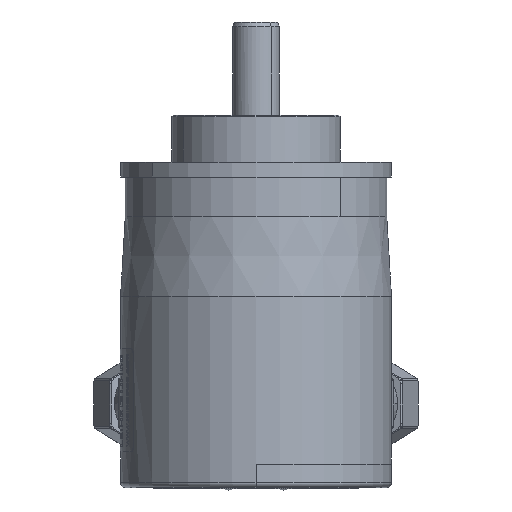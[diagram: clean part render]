
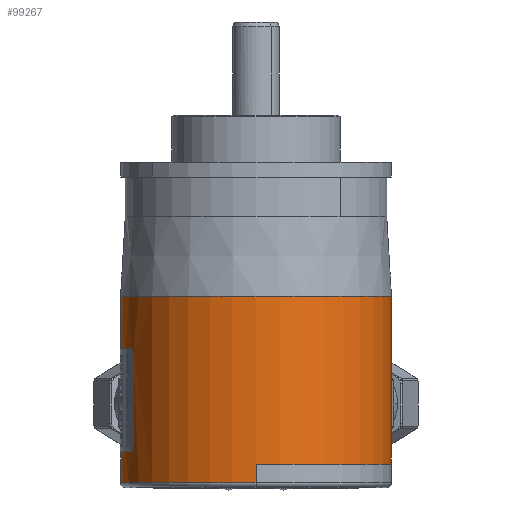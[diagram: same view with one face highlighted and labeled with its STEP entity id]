
A CAD part, front view. The second image highlights one B-rep face of the part: STEP entity #99267.
In plain terms, the highlighted cylindrical face has radius 29 mm (diameter 58 mm), a partial arc.
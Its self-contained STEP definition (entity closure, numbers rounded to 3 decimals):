
#6161=CARTESIAN_POINT('',(0.,0.,-53.2));
#6162=DIRECTION('',(0.,0.,1.));
#6163=DIRECTION('',(0.,1.,0.));
#6164=AXIS2_PLACEMENT_3D('',#6161,#6162,#6163);
#6186=DIRECTION('',(0.,0.,-1.));
#6187=VECTOR('',#6186,2.);
#6188=CARTESIAN_POINT('',(-29.,0.,-47.2));
#6189=LINE('',#6188,#6187);
#6190=CARTESIAN_POINT('',(0.,0.,-49.2));
#6191=DIRECTION('',(0.,0.,-1.));
#6192=DIRECTION('',(-1.,0.,0.));
#6193=AXIS2_PLACEMENT_3D('',#6190,#6191,#6192);
#6195=DIRECTION('',(0.,0.,-1.));
#6196=VECTOR('',#6195,4.);
#6197=CARTESIAN_POINT('',(0.,29.,-49.2));
#6198=LINE('',#6197,#6196);
#6199=CARTESIAN_POINT('',(-26.69,-11.342,-46.5));
#6200=CARTESIAN_POINT('',(-26.66,-11.412,-46.5));
#6201=CARTESIAN_POINT('',(-26.602,-11.548,
-46.483));
#6202=CARTESIAN_POINT('',(-26.516,-11.745,
-46.408));
#6203=CARTESIAN_POINT('',(-26.438,-11.919,
-46.288));
#6204=CARTESIAN_POINT('',(-26.371,-12.064,
-46.128));
#6205=CARTESIAN_POINT('',(-26.321,-12.174,
-45.936));
#6206=CARTESIAN_POINT('',(-26.29,-12.241,
-45.723));
#6207=CARTESIAN_POINT('',(-26.283,-12.256,
-45.576));
#6208=CARTESIAN_POINT('',(-26.283,-12.256,
-45.5));
#6210=DIRECTION('',(0.,0.,-1.));
#6211=VECTOR('',#6210,20.);
#6212=CARTESIAN_POINT('',(-26.283,-12.256,-25.5));
#6213=LINE('',#6212,#6211);
#6214=CARTESIAN_POINT('',(-26.283,-12.256,-25.5));
#6215=CARTESIAN_POINT('',(-26.283,-12.256,
-25.424));
#6216=CARTESIAN_POINT('',(-26.29,-12.241,
-25.277));
#6217=CARTESIAN_POINT('',(-26.321,-12.174,
-25.064));
#6218=CARTESIAN_POINT('',(-26.371,-12.064,
-24.872));
#6219=CARTESIAN_POINT('',(-26.438,-11.919,
-24.712));
#6220=CARTESIAN_POINT('',(-26.516,-11.744,
-24.592));
#6221=CARTESIAN_POINT('',(-26.602,-11.548,
-24.517));
#6222=CARTESIAN_POINT('',(-26.66,-11.412,-24.5));
#6223=CARTESIAN_POINT('',(-26.69,-11.342,-24.5));
#6225=CARTESIAN_POINT('',(0.,0.,-24.5));
#6226=DIRECTION('',(0.,0.,-1.));
#6227=DIRECTION('',(-0.92,-0.391,0.));
#6228=AXIS2_PLACEMENT_3D('',#6225,#6226,#6227);
#6230=CARTESIAN_POINT('',(-28.983,-1.,-24.5));
#6231=CARTESIAN_POINT('',(-28.985,-0.924,-24.5));
#6232=CARTESIAN_POINT('',(-28.99,-0.776,
-24.517));
#6233=CARTESIAN_POINT('',(-28.995,-0.562,
-24.592));
#6234=CARTESIAN_POINT('',(-28.998,-0.371,
-24.712));
#6235=CARTESIAN_POINT('',(-28.999,-0.211,
-24.872));
#6236=CARTESIAN_POINT('',(-29.,-0.091,
-25.064));
#6237=CARTESIAN_POINT('',(-29.,-0.017,
-25.277));
#6238=CARTESIAN_POINT('',(-29.,0.,-25.424));
#6239=CARTESIAN_POINT('',(-29.,0.,-25.5));
#6241=DIRECTION('',(0.,0.,1.));
#6242=VECTOR('',#6241,0.3);
#6243=CARTESIAN_POINT('',(-29.,0.,-25.5));
#6244=LINE('',#6243,#6242);
#6245=DIRECTION('',(0.,0.,-1.));
#6246=VECTOR('',#6245,12.);
#6247=CARTESIAN_POINT('',(29.,0.,-13.2));
#6248=LINE('',#6247,#6246);
#6249=DIRECTION('',(0.,0.,-1.));
#6250=VECTOR('',#6249,22.);
#6251=CARTESIAN_POINT('',(29.,0.,-25.2));
#6252=LINE('',#6251,#6250);
#6253=DIRECTION('',(0.,0.,-1.));
#6254=VECTOR('',#6253,2.);
#6255=CARTESIAN_POINT('',(29.,0.,-47.2));
#6256=LINE('',#6255,#6254);
#6257=CARTESIAN_POINT('',(0.,0.,-49.2));
#6258=DIRECTION('',(0.,0.,-1.));
#6259=DIRECTION('',(1.,0.,0.));
#6260=AXIS2_PLACEMENT_3D('',#6257,#6258,#6259);
#6262=DIRECTION('',(0.,0.,-1.));
#6263=VECTOR('',#6262,4.);
#6264=CARTESIAN_POINT('',(0.,-29.,-49.2));
#6265=LINE('',#6264,#6263);
#6266=DIRECTION('',(0.,0.,1.));
#6267=VECTOR('',#6266,1.7);
#6268=CARTESIAN_POINT('',(-29.,0.,-47.2));
#6269=LINE('',#6268,#6267);
#6270=CARTESIAN_POINT('',(-29.,0.,-45.5));
#6271=CARTESIAN_POINT('',(-29.,0.,-45.576));
#6272=CARTESIAN_POINT('',(-29.,-0.017,
-45.723));
#6273=CARTESIAN_POINT('',(-29.,-0.091,
-45.936));
#6274=CARTESIAN_POINT('',(-28.999,-0.211,
-46.128));
#6275=CARTESIAN_POINT('',(-28.998,-0.371,
-46.288));
#6276=CARTESIAN_POINT('',(-28.995,-0.562,
-46.408));
#6277=CARTESIAN_POINT('',(-28.99,-0.776,
-46.483));
#6278=CARTESIAN_POINT('',(-28.985,-0.924,-46.5));
#6279=CARTESIAN_POINT('',(-28.983,-1.,-46.5));
#6281=CARTESIAN_POINT('',(0.,0.,-46.5));
#6282=DIRECTION('',(0.,0.,-1.));
#6283=DIRECTION('',(-0.92,-0.391,0.));
#6284=AXIS2_PLACEMENT_3D('',#6281,#6282,#6283);
#6311=CARTESIAN_POINT('',(-29.,0.,-47.2));
#19722=DIRECTION('',(0.,0.,-1.));
#19723=VECTOR('',#19722,12.);
#19724=CARTESIAN_POINT('',(-29.,0.,-13.2));
#19725=LINE('',#19724,#19723);
#19758=CARTESIAN_POINT('',(0.,0.,-13.2));
#19759=DIRECTION('',(0.,0.,-1.));
#19760=DIRECTION('',(1.,0.,0.));
#19761=AXIS2_PLACEMENT_3D('',#19758,#19759,#19760);
#75521=CARTESIAN_POINT('',(29.,0.,-13.2));
#75522=CARTESIAN_POINT('',(29.,0.,-25.2));
#75523=VERTEX_POINT('',#75521);
#75524=VERTEX_POINT('',#75522);
#75525=CARTESIAN_POINT('',(-29.,0.,-13.2));
#75526=VERTEX_POINT('',#75525);
#75527=CARTESIAN_POINT('',(-29.,0.,-25.2));
#75528=VERTEX_POINT('',#75527);
#75546=VERTEX_POINT('',#6311);
#75550=CARTESIAN_POINT('',(29.,0.,-47.2));
#75551=VERTEX_POINT('',#75550);
#75855=CARTESIAN_POINT('',(0.,-29.,-53.2));
#75856=CARTESIAN_POINT('',(0.,29.,-53.2));
#75857=VERTEX_POINT('',#75855);
#75858=VERTEX_POINT('',#75856);
#75899=CARTESIAN_POINT('',(29.,0.,-49.2));
#75900=CARTESIAN_POINT('',(0.,-29.,-49.2));
#75901=VERTEX_POINT('',#75899);
#75902=VERTEX_POINT('',#75900);
#75903=CARTESIAN_POINT('',(-29.,0.,-49.2));
#75904=CARTESIAN_POINT('',(0.,29.,-49.2));
#75905=VERTEX_POINT('',#75903);
#75906=VERTEX_POINT('',#75904);
#92242=CARTESIAN_POINT('',(-29.,0.,-25.5));
#92243=CARTESIAN_POINT('',(-29.,0.,-45.5));
#92244=VERTEX_POINT('',#92242);
#92245=VERTEX_POINT('',#92243);
#92250=VERTEX_POINT('',#6199);
#92251=VERTEX_POINT('',#6208);
#92252=CARTESIAN_POINT('',(-28.983,-1.,-46.5));
#92253=VERTEX_POINT('',#92252);
#92254=VERTEX_POINT('',#6230);
#92255=CARTESIAN_POINT('',(-26.69,-11.342,-24.5));
#92256=VERTEX_POINT('',#92255);
#92257=VERTEX_POINT('',#6214);
#99227=CARTESIAN_POINT('',(0.,0.,6.45));
#99228=DIRECTION('',(0.,0.,-1.));
#99229=DIRECTION('',(1.,0.,0.));
#99230=AXIS2_PLACEMENT_3D('',#99227,#99228,#99229);
#99231=CYLINDRICAL_SURFACE('',#99230,29.);
#99233=ORIENTED_EDGE('',*,*,#99232,.T.);
#99235=ORIENTED_EDGE('',*,*,#99234,.F.);
#99237=ORIENTED_EDGE('',*,*,#99236,.T.);
#99239=ORIENTED_EDGE('',*,*,#99238,.T.);
#99241=ORIENTED_EDGE('',*,*,#99240,.T.);
#99243=ORIENTED_EDGE('',*,*,#99242,.T.);
#99245=ORIENTED_EDGE('',*,*,#99244,.F.);
#99247=ORIENTED_EDGE('',*,*,#99246,.F.);
#99249=ORIENTED_EDGE('',*,*,#99248,.T.);
#99251=ORIENTED_EDGE('',*,*,#99250,.T.);
#99252=ORIENTED_EDGE('',*,*,#99211,.T.);
#99253=ORIENTED_EDGE('',*,*,#99209,.T.);
#99254=ORIENTED_EDGE('',*,*,#99222,.T.);
#99255=ORIENTED_EDGE('',*,*,#99183,.F.);
#99256=ORIENTED_EDGE('',*,*,#99219,.F.);
#99257=ORIENTED_EDGE('',*,*,#99217,.F.);
#99258=ORIENTED_EDGE('',*,*,#99215,.F.);
#99260=ORIENTED_EDGE('',*,*,#99259,.T.);
#99262=ORIENTED_EDGE('',*,*,#99261,.T.);
#99264=ORIENTED_EDGE('',*,*,#99263,.F.);
#99265=EDGE_LOOP('',(#99233,#99235,#99237,#99239,#99241,#99243,#99245,#99247,
#99249,#99251,#99252,#99253,#99254,#99255,#99256,#99257,#99258,#99260,#99262,
#99264));
#99266=FACE_OUTER_BOUND('',#99265,.F.);
#6165=CIRCLE('',#6164,29.);
#6194=CIRCLE('',#6193,29.);
#6209=B_SPLINE_CURVE_WITH_KNOTS('',3,(#6199,#6200,#6201,#6202,#6203,#6204,#6205,
#6206,#6207,#6208),.UNSPECIFIED.,.F.,.F.,(4,1,1,1,1,1,1,4),(0.,
0.143,0.286,0.429,0.571,
0.714,0.857,1.),.UNSPECIFIED.);
#6224=B_SPLINE_CURVE_WITH_KNOTS('',3,(#6214,#6215,#6216,#6217,#6218,#6219,#6220,
#6221,#6222,#6223),.UNSPECIFIED.,.F.,.F.,(4,1,1,1,1,1,1,4),(0.,
0.143,0.286,0.429,0.571,
0.714,0.857,1.),.UNSPECIFIED.);
#6229=CIRCLE('',#6228,29.);
#6240=B_SPLINE_CURVE_WITH_KNOTS('',3,(#6230,#6231,#6232,#6233,#6234,#6235,#6236,
#6237,#6238,#6239),.UNSPECIFIED.,.F.,.F.,(4,1,1,1,1,1,1,4),(0.,
0.143,0.286,0.429,0.571,
0.714,0.857,1.),.UNSPECIFIED.);
#6261=CIRCLE('',#6260,29.);
#6280=B_SPLINE_CURVE_WITH_KNOTS('',3,(#6270,#6271,#6272,#6273,#6274,#6275,#6276,
#6277,#6278,#6279),.UNSPECIFIED.,.F.,.F.,(4,1,1,1,1,1,1,4),(0.,
0.143,0.286,0.429,0.571,
0.714,0.857,1.),.UNSPECIFIED.);
#6285=CIRCLE('',#6284,29.);
#19762=CIRCLE('',#19761,29.);
#99183=EDGE_CURVE('',#75858,#75857,#6165,.T.);
#99209=EDGE_CURVE('',#75901,#75902,#6261,.T.);
#99211=EDGE_CURVE('',#75551,#75901,#6256,.T.);
#99215=EDGE_CURVE('',#75546,#75905,#6189,.T.);
#99217=EDGE_CURVE('',#75905,#75906,#6194,.T.);
#99219=EDGE_CURVE('',#75906,#75858,#6198,.T.);
#99222=EDGE_CURVE('',#75902,#75857,#6265,.T.);
#99232=EDGE_CURVE('',#92250,#92251,#6209,.T.);
#99234=EDGE_CURVE('',#92257,#92251,#6213,.T.);
#99236=EDGE_CURVE('',#92257,#92256,#6224,.T.);
#99238=EDGE_CURVE('',#92256,#92254,#6229,.T.);
#99240=EDGE_CURVE('',#92254,#92244,#6240,.T.);
#99242=EDGE_CURVE('',#92244,#75528,#6244,.T.);
#99244=EDGE_CURVE('',#75526,#75528,#19725,.T.);
#99246=EDGE_CURVE('',#75523,#75526,#19762,.T.);
#99248=EDGE_CURVE('',#75523,#75524,#6248,.T.);
#99250=EDGE_CURVE('',#75524,#75551,#6252,.T.);
#99259=EDGE_CURVE('',#75546,#92245,#6269,.T.);
#99261=EDGE_CURVE('',#92245,#92253,#6280,.T.);
#99263=EDGE_CURVE('',#92250,#92253,#6285,.T.);
#99267=ADVANCED_FACE('',(#99266),#99231,.T.);
